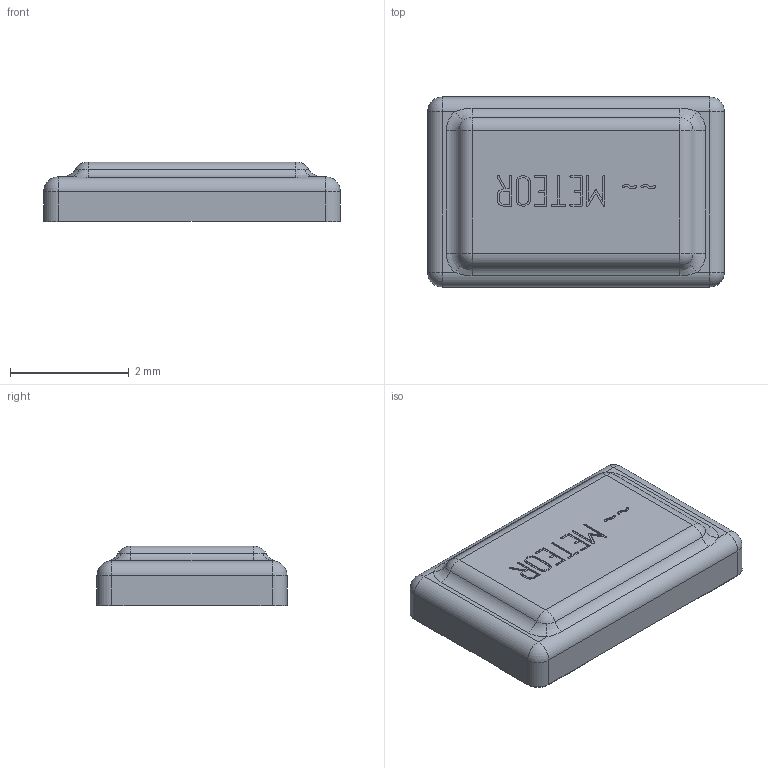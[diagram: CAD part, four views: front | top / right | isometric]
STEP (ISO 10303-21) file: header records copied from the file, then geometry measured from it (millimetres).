
FILE_DESCRIPTION(('STEP AP214'), '1');
FILE_NAME('Resonator_RK450', '2019-02-28T14:16:41', ('VoropaevVV'), (''), 'ASCON STEP Converter 1.3', 'ASCON Math Kernel', '');
FILE_SCHEMA(('AUTOMOTIVE_DESIGN { 1 0 10303 214 3 1 1}'));
Length unit declared in the file: millimetre
Bounding box: 5 x 3.2 x 1.01 mm (x, y, z)
Volume: 14.2 mm3; surface area: 43.6 mm2
Topology: 1 solids, 1 shells, 481 faces, 1365 edges, 888 vertices
Faces by surface type: plane 417, cylinder 48, sphere 8, bspline 4, torus 4
Entity records: 19369 total; most frequent: CARTESIAN_POINT 2975, ORIENTED_EDGE 2714, DIRECTION 2409, EDGE_CURVE 1357, LINE 1245, VECTOR 1245, VERTEX_POINT 894, AXIS2_PLACEMENT_3D 582
